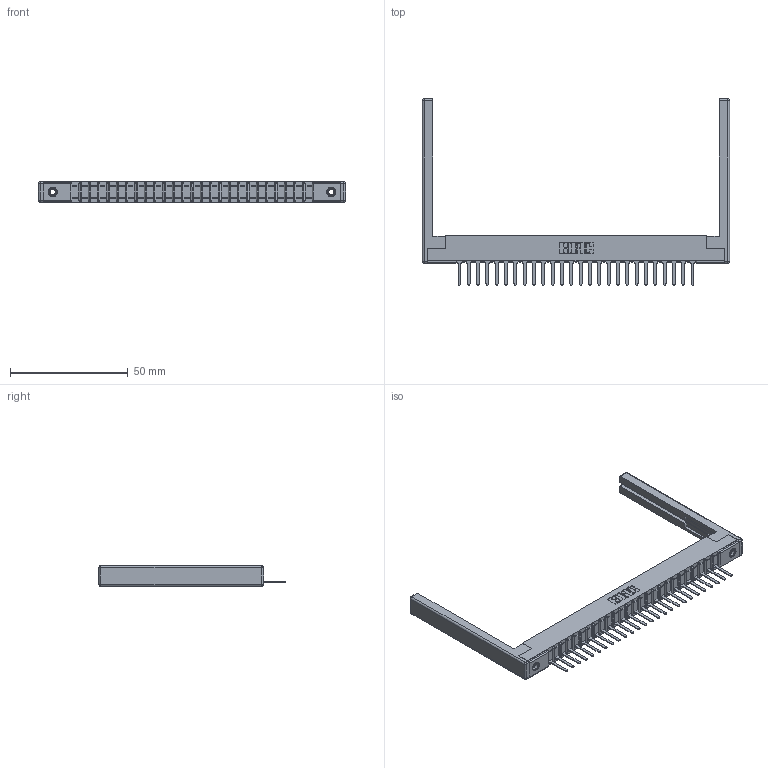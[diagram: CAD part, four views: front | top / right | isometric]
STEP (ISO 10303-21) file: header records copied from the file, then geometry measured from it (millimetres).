
FILE_DESCRIPTION (( 'STEP AP203' ), '1' );
FILE_NAME ('357-026-427-168.STEP', '2020-10-01T16:28:49', ( '' ), ( '' ), 'SwSTEP 2.0', 'SolidWorks 2020', '' );
FILE_SCHEMA (( 'CONFIG_CONTROL_DESIGN' ));
Length unit declared in the file: inch
Products named in the file (5): 307-220-068; 307-290-001_527; 307 Part_.156 Dia Mounting Holes; 345-250-001_345-250-001-102; 357-026-427-168
Assembly tree (31 placements, depth 2):
  357-026-427-168
    307 Part_.156 Dia Mounting Holes
    307-290-001_527  x26
    307-220-068  x2
    345-250-001_345-250-001-102  x2
Bounding box: 130.45 x 79.07 x 8.71 mm (x, y, z)
Volume: 12814.7 mm3; surface area: 17142.6 mm2
Topology: 31 solids, 31 shells, 1755 faces, 4925 edges, 3154 vertices
Faces by surface type: plane 1120, cylinder 557, sphere 62, cone 12, torus 4
Entity records: 26989 total; most frequent: CARTESIAN_POINT 4505, ORIENTED_EDGE 4480, DIRECTION 4408, EDGE_CURVE 2240, LINE 1710, VECTOR 1710, VERTEX_POINT 1446, AXIS2_PLACEMENT_3D 1349
